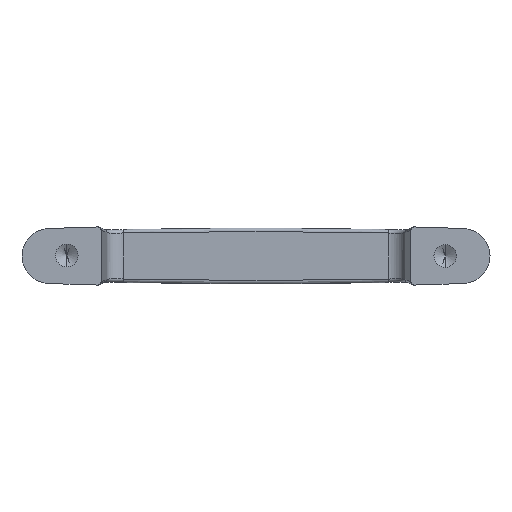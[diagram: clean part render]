
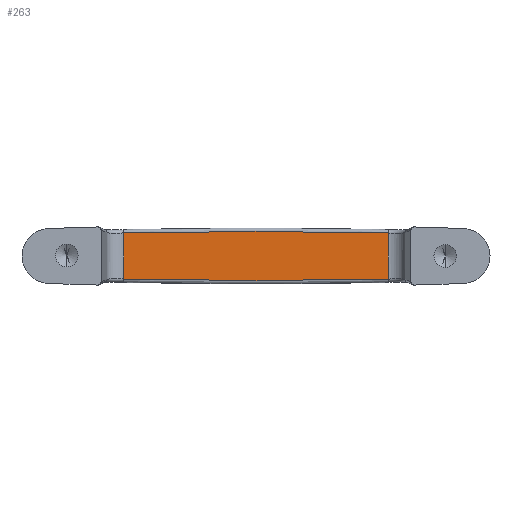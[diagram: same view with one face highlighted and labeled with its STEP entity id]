
A CAD part, front view. The second image highlights one B-rep face of the part: STEP entity #263.
In plain terms, the highlighted planar face has unit normal (0, -1, 0).
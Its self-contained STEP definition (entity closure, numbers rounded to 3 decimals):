
#38 = ORIENTED_EDGE ( 'NONE', *, *, #39, .T. ) ;
#39 = EDGE_CURVE ( 'NONE', #273, #40, #597, .T. ) ;
#40 = VERTEX_POINT ( 'NONE', #596 ) ;
#41 = ORIENTED_EDGE ( 'NONE', *, *, #42, .T. ) ;
#42 = EDGE_CURVE ( 'NONE', #40, #43, #697, .T. ) ;
#43 = VERTEX_POINT ( 'NONE', #650 ) ;
#44 = ORIENTED_EDGE ( 'NONE', *, *, #278, .T. ) ;
#263 = ADVANCED_FACE ( 'NONE', ( #1433 ), #1435, .F. ) ;
#264 = EDGE_LOOP ( 'NONE', ( #270, #38, #41, #44 ) ) ;
#270 = ORIENTED_EDGE ( 'NONE', *, *, #271, .T. ) ;
#271 = EDGE_CURVE ( 'NONE', #272, #273, #1367, .T. ) ;
#272 = VERTEX_POINT ( 'NONE', #1357 ) ;
#273 = VERTEX_POINT ( 'NONE', #1356 ) ;
#278 = EDGE_CURVE ( 'NONE', #43, #272, #1460, .T. ) ;
#596 = CARTESIAN_POINT ( 'NONE',  ( -38.384, 25., 6.694 ) ) ;
#597 = B_SPLINE_CURVE_WITH_KNOTS ( 'NONE', 3,
 ( #701, #700, #699, #698 ),
 .UNSPECIFIED., .F., .F.,
 ( 4, 4 ),
 ( 0., 0.077 ),
 .UNSPECIFIED. ) ;
#650 = CARTESIAN_POINT ( 'NONE',  ( -38.384, 25., -6.694 ) ) ;
#651 = DIRECTION ( 'NONE',  ( 0., 0., -1. ) ) ;
#652 = VECTOR ( 'NONE', #651, 1000. ) ;
#696 = CARTESIAN_POINT ( 'NONE',  ( -38.384, 25., -7.62 ) ) ;
#697 = LINE ( 'NONE', #696, #652 ) ;
#698 = CARTESIAN_POINT ( 'NONE',  ( -38.384, 25., 6.694 ) ) ;
#699 = CARTESIAN_POINT ( 'NONE',  ( -12.798, 25., 7.272 ) ) ;
#700 = CARTESIAN_POINT ( 'NONE',  ( 12.798, 25., 7.272 ) ) ;
#701 = CARTESIAN_POINT ( 'NONE',  ( 38.384, 25., 6.694 ) ) ;
#1252 = DIRECTION ( 'NONE',  ( 0., 0., 1. ) ) ;
#1253 = DIRECTION ( 'NONE',  ( 0., 1., 0. ) ) ;
#1254 = CARTESIAN_POINT ( 'NONE',  ( -43., 25., -15. ) ) ;
#1255 = AXIS2_PLACEMENT_3D ( 'NONE', #1254, #1253, #1252 ) ;
#1356 = CARTESIAN_POINT ( 'NONE',  ( 38.384, 25., 6.694 ) ) ;
#1357 = CARTESIAN_POINT ( 'NONE',  ( 38.384, 25., -6.694 ) ) ;
#1358 = DIRECTION ( 'NONE',  ( 0., 0., 1. ) ) ;
#1359 = VECTOR ( 'NONE', #1358, 1000. ) ;
#1360 = CARTESIAN_POINT ( 'NONE',  ( 38.384, 25., 7.62 ) ) ;
#1367 = LINE ( 'NONE', #1360, #1359 ) ;
#1433 = FACE_OUTER_BOUND ( 'NONE', #264, .T. ) ;
#1435 = PLANE ( 'NONE',  #1255 ) ;
#1455 = CARTESIAN_POINT ( 'NONE',  ( 38.384, 25., -6.694 ) ) ;
#1456 = CARTESIAN_POINT ( 'NONE',  ( 12.798, 25., -7.272 ) ) ;
#1457 = CARTESIAN_POINT ( 'NONE',  ( -12.798, 25., -7.272 ) ) ;
#1458 = CARTESIAN_POINT ( 'NONE',  ( -38.384, 25., -6.694 ) ) ;
#1460 = B_SPLINE_CURVE_WITH_KNOTS ( 'NONE', 3,
 ( #1458, #1457, #1456, #1455 ),
 .UNSPECIFIED., .F., .F.,
 ( 4, 4 ),
 ( 0., 0.077 ),
 .UNSPECIFIED. ) ;
